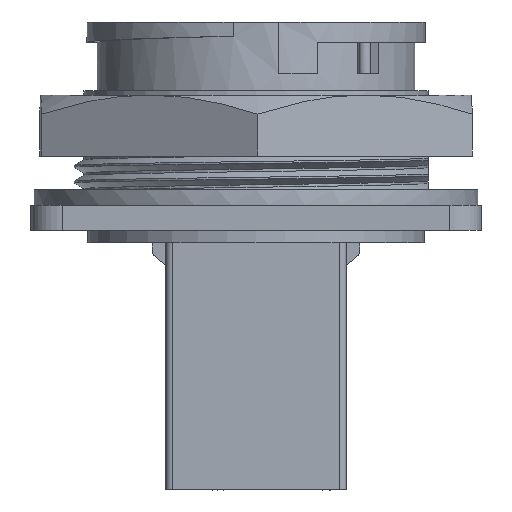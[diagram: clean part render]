
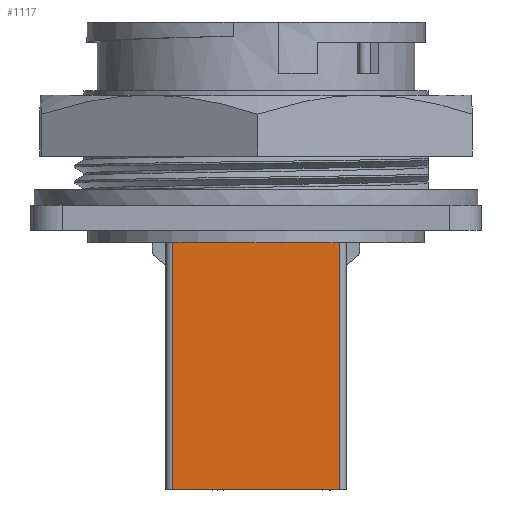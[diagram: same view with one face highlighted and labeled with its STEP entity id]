
A CAD part, front view. The second image highlights one B-rep face of the part: STEP entity #1117.
In plain terms, the highlighted planar face has unit normal (0, -1, 0).
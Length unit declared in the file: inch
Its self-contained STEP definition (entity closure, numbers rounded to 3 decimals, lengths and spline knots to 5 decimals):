
#1009 = FACE_OUTER_BOUND ( 'NONE', #18655, .T. ) ;
#1117 = ADVANCED_FACE ( 'NONE', ( #1009 ), #13760, .T. ) ;
#1532 = LINE ( 'NONE', #5866, #10206 ) ;
#1592 = CARTESIAN_POINT ( 'NONE',  ( -0.2875, -0.349, -0.829 ) ) ;
#2837 = VERTEX_POINT ( 'NONE', #15803 ) ;
#2932 = AXIS2_PLACEMENT_3D ( 'NONE', #22463, #15518, #5108 ) ;
#3093 = CARTESIAN_POINT ( 'NONE',  ( 0.2675, -0.349, -0.04 ) ) ;
#3328 = DIRECTION ( 'NONE',  ( 1., 0., 0. ) ) ;
#4010 = VERTEX_POINT ( 'NONE', #15908 ) ;
#4755 = VECTOR ( 'NONE', #8373, 39.37008 ) ;
#5108 = DIRECTION ( 'NONE',  ( 0., 0., -1. ) ) ;
#5866 = CARTESIAN_POINT ( 'NONE',  ( -0.2675, -0.349, -0.829 ) ) ;
#6133 = VECTOR ( 'NONE', #3328, 39.37008 ) ;
#6979 = EDGE_CURVE ( 'NONE', #7871, #2837, #1532, .T. ) ;
#7524 = DIRECTION ( 'NONE',  ( 0., 0., -1. ) ) ;
#7817 = CARTESIAN_POINT ( 'NONE',  ( 0., -0.349, -0.04 ) ) ;
#7871 = VERTEX_POINT ( 'NONE', #21600 ) ;
#8373 = DIRECTION ( 'NONE',  ( 0., 0., 1. ) ) ;
#8429 = VECTOR ( 'NONE', #16599, 39.37008 ) ;
#9039 = EDGE_CURVE ( 'NONE', #4010, #11439, #13990, .T. ) ;
#10206 = VECTOR ( 'NONE', #7524, 39.37008 ) ;
#10539 = EDGE_CURVE ( 'NONE', #2837, #4010, #20047, .T. ) ;
#10932 = ORIENTED_EDGE ( 'NONE', *, *, #9039, .T. ) ;
#11439 = VERTEX_POINT ( 'NONE', #3093 ) ;
#13410 = ORIENTED_EDGE ( 'NONE', *, *, #17172, .F. ) ;
#13760 = PLANE ( 'NONE',  #2932 ) ;
#13990 = LINE ( 'NONE', #18841, #4755 ) ;
#15518 = DIRECTION ( 'NONE',  ( 0., -1., 0. ) ) ;
#15803 = CARTESIAN_POINT ( 'NONE',  ( -0.2675, -0.349, -0.829 ) ) ;
#15908 = CARTESIAN_POINT ( 'NONE',  ( 0.2675, -0.349, -0.829 ) ) ;
#16599 = DIRECTION ( 'NONE',  ( 1., 0., 0. ) ) ;
#17172 = EDGE_CURVE ( 'NONE', #7871, #11439, #22377, .T. ) ;
#18655 = EDGE_LOOP ( 'NONE', ( #20344, #10932, #13410, #18731 ) ) ;
#18731 = ORIENTED_EDGE ( 'NONE', *, *, #6979, .T. ) ;
#18841 = CARTESIAN_POINT ( 'NONE',  ( 0.2675, -0.349, -0.829 ) ) ;
#20047 = LINE ( 'NONE', #1592, #6133 ) ;
#20344 = ORIENTED_EDGE ( 'NONE', *, *, #10539, .T. ) ;
#21600 = CARTESIAN_POINT ( 'NONE',  ( -0.2675, -0.349, -0.04 ) ) ;
#22377 = LINE ( 'NONE', #7817, #8429 ) ;
#22463 = CARTESIAN_POINT ( 'NONE',  ( -0.2875, -0.349, -0.829 ) ) ;
